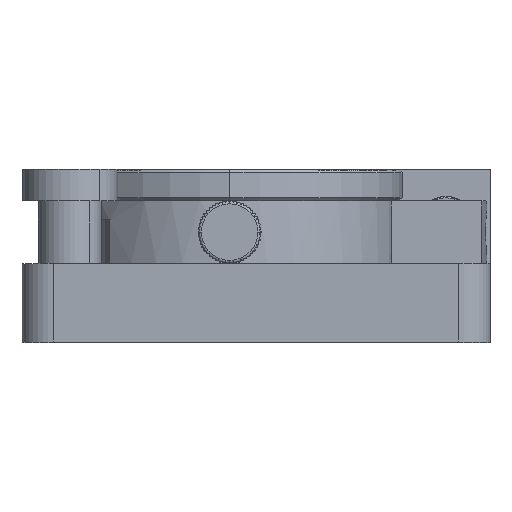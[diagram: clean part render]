
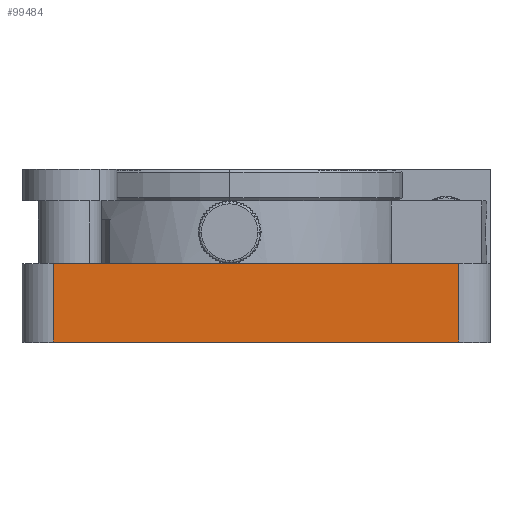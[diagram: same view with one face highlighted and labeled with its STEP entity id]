
A CAD part, top view. The second image highlights one B-rep face of the part: STEP entity #99484.
In plain terms, the highlighted planar face has unit normal (0, 0, 1).
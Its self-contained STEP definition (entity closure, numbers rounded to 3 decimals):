
#2390 = EDGE_CURVE ( 'NONE', #41903, #34916, #14487, .T. ) ;
#13336 = DIRECTION ( 'NONE',  ( 1., 0., 0. ) ) ;
#14487 = LINE ( 'NONE', #22794, #48169 ) ;
#15336 = LINE ( 'NONE', #82940, #37279 ) ;
#16163 = ORIENTED_EDGE ( 'NONE', *, *, #52600, .F. ) ;
#18898 = VERTEX_POINT ( 'NONE', #47870 ) ;
#22794 = CARTESIAN_POINT ( 'NONE',  ( -28., -45.5, 0. ) ) ;
#23013 = EDGE_CURVE ( 'NONE', #34916, #18898, #73575, .T. ) ;
#23723 = CARTESIAN_POINT ( 'NONE',  ( 36.5, -45.5, 0. ) ) ;
#23746 = EDGE_LOOP ( 'NONE', ( #16163, #120549, #85790, #67687 ) ) ;
#23915 = PLANE ( 'NONE',  #24913 ) ;
#24605 = EDGE_CURVE ( 'NONE', #41903, #65695, #127417, .T. ) ;
#24913 = AXIS2_PLACEMENT_3D ( 'NONE', #131539, #46537, #66371 ) ;
#32087 = CARTESIAN_POINT ( 'NONE',  ( 36.5, -45.5, 0. ) ) ;
#34916 = VERTEX_POINT ( 'NONE', #32087 ) ;
#37279 = VECTOR ( 'NONE', #136727, 1000. ) ;
#40593 = FACE_OUTER_BOUND ( 'NONE', #23746, .T. ) ;
#41903 = VERTEX_POINT ( 'NONE', #133246 ) ;
#46537 = DIRECTION ( 'NONE',  ( 0., 0., 1. ) ) ;
#47870 = CARTESIAN_POINT ( 'NONE',  ( 36.5, -33., 0. ) ) ;
#48169 = VECTOR ( 'NONE', #13336, 1000. ) ;
#52600 = EDGE_CURVE ( 'NONE', #65695, #18898, #15336, .T. ) ;
#55371 = DIRECTION ( 'NONE',  ( 0., 1., 0. ) ) ;
#61020 = CARTESIAN_POINT ( 'NONE',  ( -28., -45.5, 0. ) ) ;
#65695 = VERTEX_POINT ( 'NONE', #137360 ) ;
#66371 = DIRECTION ( 'NONE',  ( 1., 0., 0. ) ) ;
#67687 = ORIENTED_EDGE ( 'NONE', *, *, #23013, .T. ) ;
#73575 = LINE ( 'NONE', #23723, #80371 ) ;
#80371 = VECTOR ( 'NONE', #55371, 1000. ) ;
#82940 = CARTESIAN_POINT ( 'NONE',  ( -28., -33., 0. ) ) ;
#85790 = ORIENTED_EDGE ( 'NONE', *, *, #2390, .T. ) ;
#99484 = ADVANCED_FACE ( 'NONE', ( #40593 ), #23915, .T. ) ;
#120549 = ORIENTED_EDGE ( 'NONE', *, *, #24605, .F. ) ;
#120622 = VECTOR ( 'NONE', #126152, 1000. ) ;
#126152 = DIRECTION ( 'NONE',  ( 0., 1., 0. ) ) ;
#127417 = LINE ( 'NONE', #61020, #120622 ) ;
#131539 = CARTESIAN_POINT ( 'NONE',  ( -28., -45.5, 0. ) ) ;
#133246 = CARTESIAN_POINT ( 'NONE',  ( -28., -45.5, 0. ) ) ;
#136727 = DIRECTION ( 'NONE',  ( 1., 0., 0. ) ) ;
#137360 = CARTESIAN_POINT ( 'NONE',  ( -28., -33., 0. ) ) ;
